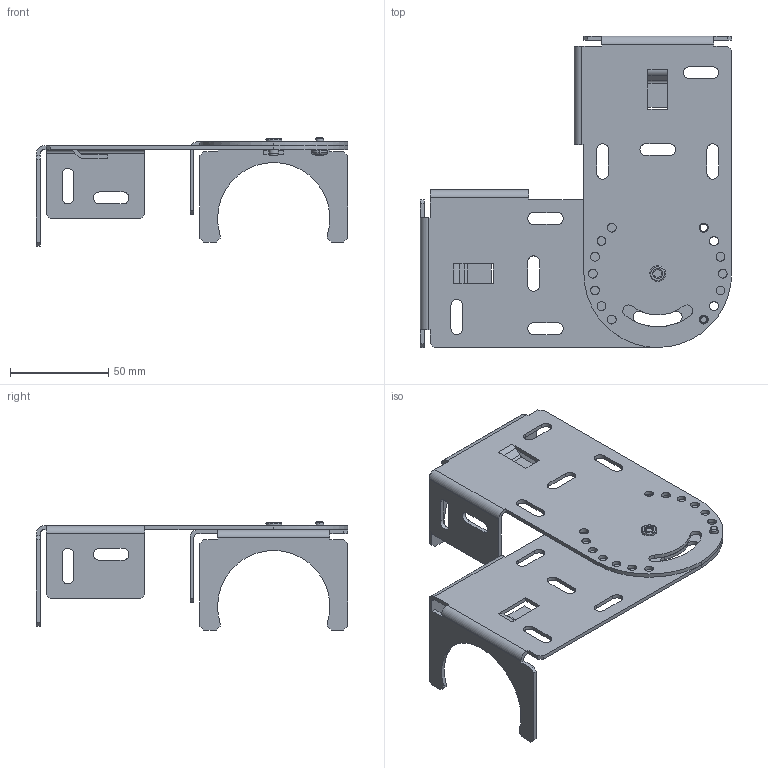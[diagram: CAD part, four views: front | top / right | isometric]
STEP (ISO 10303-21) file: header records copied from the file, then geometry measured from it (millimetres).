
FILE_DESCRIPTION(('Creo Elements/Direct Modeling STEP Export'),'2;1');
FILE_NAME('0018.0562_MF-FB63.stp','2017-07-21T13:21:20',(''),(''),'PTC Creo Elements/Direct Modeling STEP processor for AP214 (Solid Model)','PTC Creo Elements/Direct Modeling 19.0C 15-Aug-2015 (C) Parametric Technology GmbH','');
FILE_SCHEMA(('AUTOMOTIVE_DESIGN { 1 0 10303 214 1 1 1 1 }'));
Length unit declared in the file: millimetre
Products named in the file (5): Stift; a; b; Schraube; 0018.0562_MF-FB63
Assembly tree (4 placements, depth 2):
  0018.0562_MF-FB63
    Schraube
    b
    a
    Stift
Bounding box: 158 x 158 x 55 mm (x, y, z)
Volume: 55047.9 mm3; surface area: 60340.9 mm2
Topology: 4 solids, 4 shells, 261 faces, 723 edges, 475 vertices
Faces by surface type: plane 131, cylinder 112, torus 10, bspline 4, sphere 2, cone 2
Entity records: 10235 total; most frequent: CARTESIAN_POINT 3326, ORIENTED_EDGE 1446, DIRECTION 1364, EDGE_CURVE 723, VERTEX_POINT 475, AXIS2_PLACEMENT_3D 461, VECTOR 442, LINE 442
